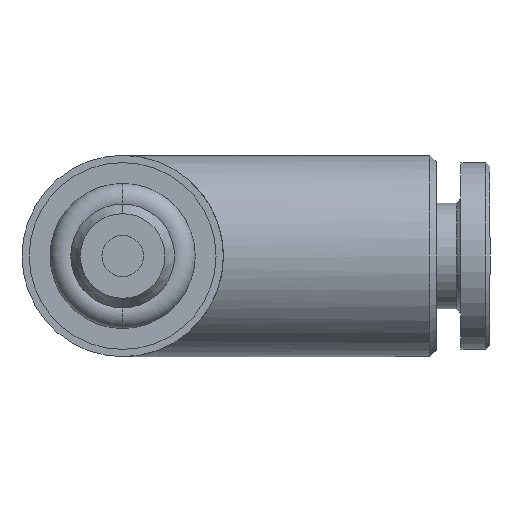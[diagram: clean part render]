
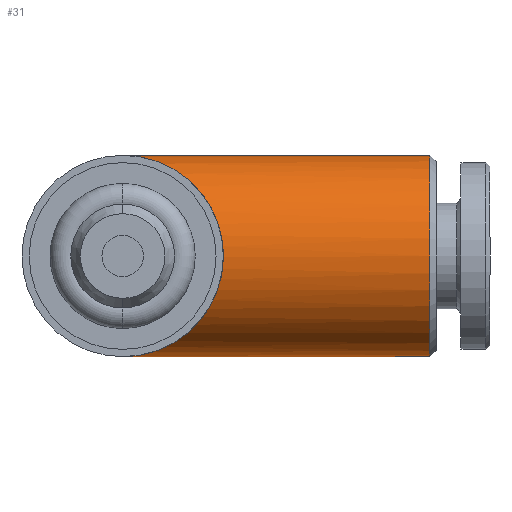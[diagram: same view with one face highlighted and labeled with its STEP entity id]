
A CAD part, front view. The second image highlights one B-rep face of the part: STEP entity #31.
In plain terms, the highlighted cylindrical face has radius 4.85 mm (diameter 9.7 mm), a partial arc.
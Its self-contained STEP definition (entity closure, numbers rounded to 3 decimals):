
#31 = ADVANCED_FACE ( 'NONE', ( #1076 ), #1075, .T. ) ;
#32 = ORIENTED_EDGE ( 'NONE', *, *, #499, .F. ) ;
#82 = ORIENTED_EDGE ( 'NONE', *, *, #183, .T. ) ;
#108 = ORIENTED_EDGE ( 'NONE', *, *, #419, .T. ) ;
#109 = ORIENTED_EDGE ( 'NONE', *, *, #489, .T. ) ;
#183 = EDGE_CURVE ( 'NONE', #435, #512, #1246, .T. ) ;
#233 = EDGE_LOOP ( 'NONE', ( #32, #82, #108, #109 ) ) ;
#408 = VERTEX_POINT ( 'NONE', #1766 ) ;
#419 = EDGE_CURVE ( 'NONE', #512, #408, #1917, .T. ) ;
#435 = VERTEX_POINT ( 'NONE', #1883 ) ;
#482 = VERTEX_POINT ( 'NONE', #1836 ) ;
#489 = EDGE_CURVE ( 'NONE', #408, #482, #1998, .T. ) ;
#499 = EDGE_CURVE ( 'NONE', #435, #482, #1942, .T. ) ;
#512 = VERTEX_POINT ( 'NONE', #1982 ) ;
#1064 = DIRECTION ( 'NONE',  ( 0., 0., 1. ) ) ;
#1065 = DIRECTION ( 'NONE',  ( -1., 0., 0. ) ) ;
#1066 = CARTESIAN_POINT ( 'NONE',  ( -5.577, 12., 0. ) ) ;
#1074 = AXIS2_PLACEMENT_3D ( 'NONE', #1066, #1065, #1064 ) ;
#1075 = CYLINDRICAL_SURFACE ( 'NONE', #1074, 4.85 ) ;
#1076 = FACE_OUTER_BOUND ( 'NONE', #233, .T. ) ;
#1244 = DIRECTION ( 'NONE',  ( -1., 0., 0. ) ) ;
#1245 = AXIS2_PLACEMENT_3D ( 'NONE', #1381, #1244, #1318 ) ;
#1246 = CIRCLE ( 'NONE', #1245, 4.85 ) ;
#1318 = DIRECTION ( 'NONE',  ( 0., 0., 1. ) ) ;
#1381 = CARTESIAN_POINT ( 'NONE',  ( 14.8, 12., 0. ) ) ;
#1766 = CARTESIAN_POINT ( 'NONE',  ( 0., 12., 4.85 ) ) ;
#1831 = DIRECTION ( 'NONE',  ( -1., 0., 0. ) ) ;
#1832 = VECTOR ( 'NONE', #1831, 1000. ) ;
#1836 = CARTESIAN_POINT ( 'NONE',  ( 0., 12., -4.85 ) ) ;
#1883 = CARTESIAN_POINT ( 'NONE',  ( 14.8, 12., -4.85 ) ) ;
#1916 = CARTESIAN_POINT ( 'NONE',  ( -5.577, 12., 4.85 ) ) ;
#1917 = LINE ( 'NONE', #1916, #1832 ) ;
#1939 = CARTESIAN_POINT ( 'NONE',  ( 9.7, 2.3, -4.85 ) ) ;
#1940 = VECTOR ( 'NONE', #2019, 1000. ) ;
#1941 = CARTESIAN_POINT ( 'NONE',  ( -5.577, 12., -4.85 ) ) ;
#1942 = LINE ( 'NONE', #1941, #1940 ) ;
#1962 = CARTESIAN_POINT ( 'NONE',  ( 0., 12., -4.85 ) ) ;
#1967 = CARTESIAN_POINT ( 'NONE',  ( 9.7, 2.3, 4.85 ) ) ;
#1968 = CARTESIAN_POINT ( 'NONE',  ( 0., 12., 4.85 ) ) ;
#1982 = CARTESIAN_POINT ( 'NONE',  ( 14.8, 12., 4.85 ) ) ;
#1998 =( BOUNDED_CURVE ( )  B_SPLINE_CURVE ( 3, ( #1968, #1967, #1939, #1962 ),
 .UNSPECIFIED., .F., .T. ) 
 B_SPLINE_CURVE_WITH_KNOTS ( ( 4, 4 ),
 ( 4.712, 7.854 ),
 .UNSPECIFIED. ) 
 CURVE ( )  GEOMETRIC_REPRESENTATION_ITEM ( )  RATIONAL_B_SPLINE_CURVE ( ( 1., 0.333, 0.333, 1. ) ) 
 REPRESENTATION_ITEM ( '' )  );
#2019 = DIRECTION ( 'NONE',  ( -1., 0., 0. ) ) ;
